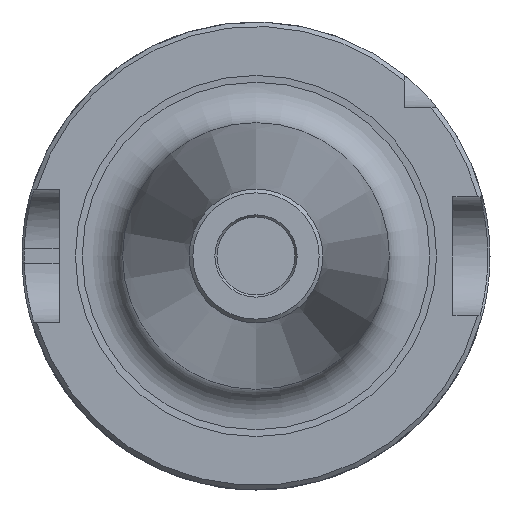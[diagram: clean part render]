
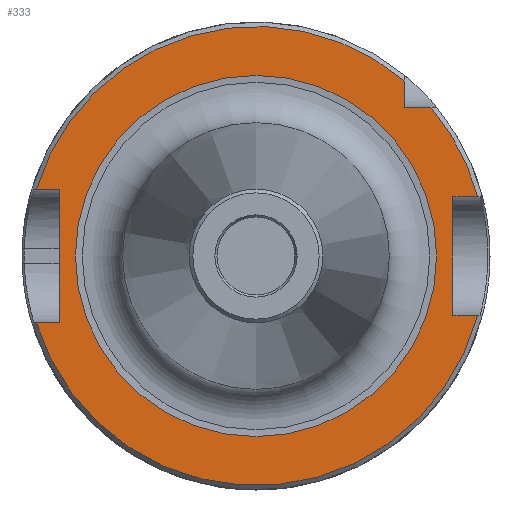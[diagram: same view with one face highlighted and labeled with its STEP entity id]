
A CAD part, left-side view. The second image highlights one B-rep face of the part: STEP entity #333.
In plain terms, the highlighted planar face has unit normal (-1, 0, 0).
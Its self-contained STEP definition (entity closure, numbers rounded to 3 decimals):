
#163=FACE_BOUND('',#510,.T.);
#164=FACE_BOUND('',#511,.T.);
#208=LINE('',#1886,#270);
#209=LINE('',#1891,#271);
#210=LINE('',#1893,#272);
#211=LINE('',#1895,#273);
#212=LINE('',#1899,#274);
#213=LINE('',#1901,#275);
#214=LINE('',#1903,#276);
#215=LINE('',#1907,#277);
#270=VECTOR('',#1545,1.);
#271=VECTOR('',#1548,1.);
#272=VECTOR('',#1549,1.);
#273=VECTOR('',#1550,1.);
#274=VECTOR('',#1553,1.);
#275=VECTOR('',#1554,1.);
#276=VECTOR('',#1555,1.);
#277=VECTOR('',#1558,1.);
#333=ADVANCED_FACE('',(#163,#164),#416,.F.);
#416=PLANE('',#1404);
#510=EDGE_LOOP('',(#615,#616,#617,#618,#619,#620,#621,#622,#623,#624,#625));
#511=EDGE_LOOP('',(#626));
#615=ORIENTED_EDGE('',*,*,#1136,.F.);
#616=ORIENTED_EDGE('',*,*,#1137,.T.);
#617=ORIENTED_EDGE('',*,*,#1138,.F.);
#618=ORIENTED_EDGE('',*,*,#1139,.F.);
#619=ORIENTED_EDGE('',*,*,#1140,.F.);
#620=ORIENTED_EDGE('',*,*,#1141,.T.);
#621=ORIENTED_EDGE('',*,*,#1142,.F.);
#622=ORIENTED_EDGE('',*,*,#1143,.F.);
#623=ORIENTED_EDGE('',*,*,#1144,.F.);
#624=ORIENTED_EDGE('',*,*,#1145,.T.);
#625=ORIENTED_EDGE('',*,*,#1146,.F.);
#626=ORIENTED_EDGE('',*,*,#1147,.F.);
#1001=VERTEX_POINT('',#1887);
#1002=VERTEX_POINT('',#1888);
#1003=VERTEX_POINT('',#1890);
#1004=VERTEX_POINT('',#1892);
#1005=VERTEX_POINT('',#1894);
#1006=VERTEX_POINT('',#1896);
#1007=VERTEX_POINT('',#1898);
#1008=VERTEX_POINT('',#1900);
#1009=VERTEX_POINT('',#1902);
#1010=VERTEX_POINT('',#1904);
#1011=VERTEX_POINT('',#1906);
#1012=VERTEX_POINT('',#1909);
#1136=EDGE_CURVE('',#1001,#1002,#208,.T.);
#1137=EDGE_CURVE('',#1001,#1003,#1329,.T.);
#1138=EDGE_CURVE('',#1004,#1003,#209,.T.);
#1139=EDGE_CURVE('',#1005,#1004,#210,.T.);
#1140=EDGE_CURVE('',#1006,#1005,#211,.T.);
#1141=EDGE_CURVE('',#1006,#1007,#1330,.T.);
#1142=EDGE_CURVE('',#1008,#1007,#212,.T.);
#1143=EDGE_CURVE('',#1009,#1008,#213,.T.);
#1144=EDGE_CURVE('',#1010,#1009,#214,.T.);
#1145=EDGE_CURVE('',#1010,#1011,#1331,.T.);
#1146=EDGE_CURVE('',#1002,#1011,#215,.T.);
#1147=EDGE_CURVE('',#1012,#1012,#1332,.T.);
#1329=CIRCLE('',#1400,30.9);
#1330=CIRCLE('',#1401,30.9);
#1331=CIRCLE('',#1402,30.9);
#1332=CIRCLE('',#1403,24.311);
#1400=AXIS2_PLACEMENT_3D('',#1889,#1546,#1547);
#1401=AXIS2_PLACEMENT_3D('',#1897,#1551,#1552);
#1402=AXIS2_PLACEMENT_3D('',#1905,#1556,#1557);
#1403=AXIS2_PLACEMENT_3D('',#1908,#1559,#1560);
#1404=AXIS2_PLACEMENT_3D('',#1910,#1561,#1562);
#1545=DIRECTION('',(0.,0.,-1.));
#1546=DIRECTION('',(-1.,0.,0.));
#1547=DIRECTION('',(0.,0.,-1.));
#1548=DIRECTION('',(0.,1.,0.));
#1549=DIRECTION('',(0.,0.,1.));
#1550=DIRECTION('',(0.,-1.,0.));
#1551=DIRECTION('',(-1.,0.,0.));
#1552=DIRECTION('',(0.,0.,-1.));
#1553=DIRECTION('',(0.,-1.,0.));
#1554=DIRECTION('',(0.,0.,-1.));
#1555=DIRECTION('',(0.,1.,0.));
#1556=DIRECTION('',(-1.,0.,0.));
#1557=DIRECTION('',(0.,0.,-1.));
#1558=DIRECTION('',(0.,-1.,0.));
#1559=DIRECTION('',(-1.,0.,0.));
#1560=DIRECTION('',(0.,0.,1.));
#1561=DIRECTION('',(1.,0.,0.));
#1562=DIRECTION('',(0.,0.,-1.));
#1886=CARTESIAN_POINT('',(150.,-20.,28.));
#1887=CARTESIAN_POINT('',(150.,-20.,23.554));
#1888=CARTESIAN_POINT('',(150.,-20.,20.));
#1889=CARTESIAN_POINT('',(150.,0.,0.));
#1890=CARTESIAN_POINT('',(150.,29.56,9.));
#1891=CARTESIAN_POINT('',(150.,35.75,9.));
#1892=CARTESIAN_POINT('',(150.,26.5,9.));
#1893=CARTESIAN_POINT('',(150.,26.5,-1.));
#1894=CARTESIAN_POINT('',(150.,26.5,-9.));
#1895=CARTESIAN_POINT('',(150.,35.75,-9.));
#1896=CARTESIAN_POINT('',(150.,29.56,-9.));
#1897=CARTESIAN_POINT('',(150.,0.,0.));
#1898=CARTESIAN_POINT('',(150.,-29.846,-8.));
#1899=CARTESIAN_POINT('',(150.,-35.75,-8.));
#1900=CARTESIAN_POINT('',(150.,-26.5,-8.));
#1901=CARTESIAN_POINT('',(150.,-26.5,0.));
#1902=CARTESIAN_POINT('',(150.,-26.5,8.));
#1903=CARTESIAN_POINT('',(150.,-35.75,8.));
#1904=CARTESIAN_POINT('',(150.,-29.846,8.));
#1905=CARTESIAN_POINT('',(150.,0.,0.));
#1906=CARTESIAN_POINT('',(150.,-23.554,20.));
#1907=CARTESIAN_POINT('',(150.,-35.75,20.));
#1908=CARTESIAN_POINT('',(150.,0.,0.));
#1909=CARTESIAN_POINT('',(150.,0.,24.311));
#1910=CARTESIAN_POINT('',(150.,0.,27.55));
